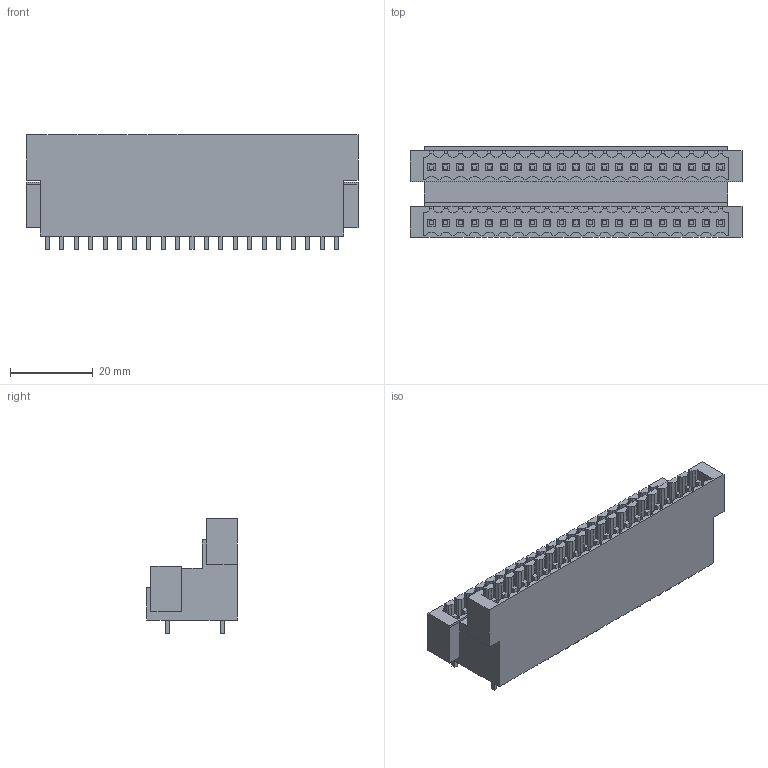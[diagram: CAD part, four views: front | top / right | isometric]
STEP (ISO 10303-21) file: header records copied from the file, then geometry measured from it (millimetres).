
FILE_DESCRIPTION(('CATIA V5 STEP Exchange','CAx-IF Rec.Pracs.--- Model Styling and Organization---1.4--- 2014-01-23'),'2;1');
FILE_NAME ('D1458747_1_1891150000_1891150000.stp','2022-08-10T11:40:39+00:00',('none'),('Weidmueller'),'CATIA Version 5-6 Release 2016 SP3 HF44','CATIA V5 STEP AP214','none');
FILE_SCHEMA(('AUTOMOTIVE_DESIGN { 1 0 10303 214 1 1 1 1 }'));
Length unit declared in the file: millimetre
Products named in the file (1): 1891150000
Bounding box: 80.4 x 22 x 27.77 mm (x, y, z)
Volume: 22953.6 mm3; surface area: 15084.9 mm2
Topology: 43 solids, 45 shells, 1014 faces, 2935 edges, 2053 vertices
Faces by surface type: plane 886, cylinder 128
Entity records: 31255 total; most frequent: ORIENTED_EDGE 5870, CARTESIAN_POINT 5659, DIRECTION 4252, EDGE_CURVE 2935, VECTOR 2679, LINE 2679, VERTEX_POINT 2053, EDGE_LOOP 1056
